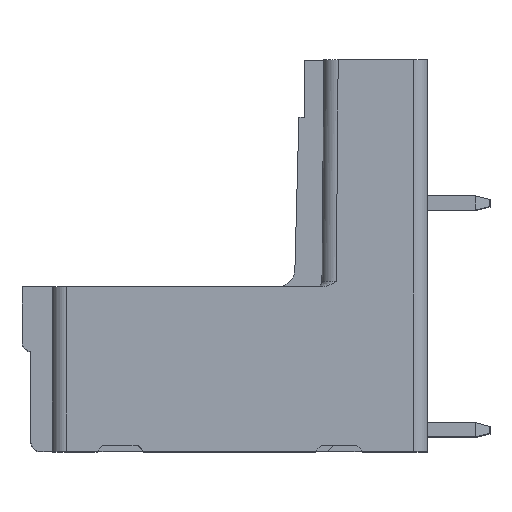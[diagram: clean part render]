
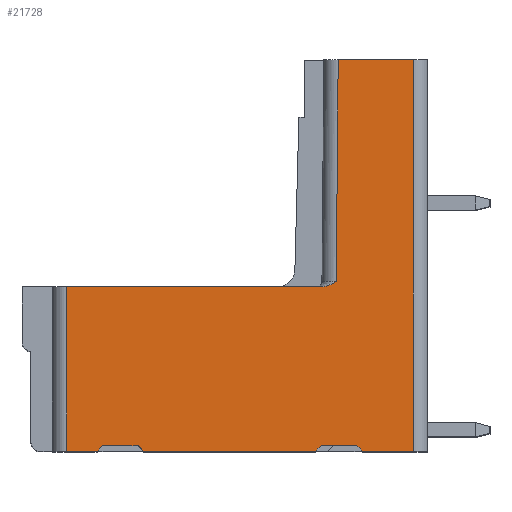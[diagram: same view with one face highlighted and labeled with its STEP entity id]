
A CAD part, top view. The second image highlights one B-rep face of the part: STEP entity #21728.
In plain terms, the highlighted planar face has unit normal (0, 0, 1).
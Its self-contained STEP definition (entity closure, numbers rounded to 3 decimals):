
#2372=DIRECTION('',(1.,0.,0.));
#2373=VECTOR('',#2372,1.7);
#2374=CARTESIAN_POINT('',(-20.194,0.,
-88.353));
#2375=LINE('',#2374,#2373);
#2396=DIRECTION('',(1.,0.,0.));
#2397=VECTOR('',#2396,9.65);
#2398=CARTESIAN_POINT('',(-15.894,0.,
-88.353));
#2399=LINE('',#2398,#2397);
#3164=DIRECTION('',(-1.,0.,0.));
#3165=VECTOR('',#3164,14.337);
#3166=CARTESIAN_POINT('',(-5.857,9.2,
-88.353));
#3167=LINE('',#3166,#3165);
#3485=CARTESIAN_POINT('',(-5.857,9.2,
-88.353));
#3486=CARTESIAN_POINT('',(-5.826,9.2,
-88.353));
#3487=CARTESIAN_POINT('',(-5.76,9.204,
-88.353));
#3488=CARTESIAN_POINT('',(-5.649,9.226,
-88.353));
#3489=CARTESIAN_POINT('',(-5.528,9.266,
-88.353));
#3490=CARTESIAN_POINT('',(-5.398,9.326,
-88.353));
#3491=CARTESIAN_POINT('',(-5.257,9.404,
-88.353));
#3492=CARTESIAN_POINT('',(-5.155,9.467,
-88.353));
#3493=CARTESIAN_POINT('',(-5.102,9.5,
-88.353));
#3495=DIRECTION('',(0.009,1.,0.));
#3496=VECTOR('',#3495,12.4);
#3497=CARTESIAN_POINT('',(-5.102,9.5,
-88.353));
#3498=LINE('',#3497,#3496);
#3499=DIRECTION('',(-1.,0.,0.));
#3500=VECTOR('',#3499,2.85);
#3501=CARTESIAN_POINT('',(-0.794,0.,
-88.353));
#3502=LINE('',#3501,#3500);
#3503=DIRECTION('',(-0.707,0.707,0.));
#3504=VECTOR('',#3503,0.424);
#3505=CARTESIAN_POINT('',(-3.644,0.,
-88.353));
#3506=LINE('',#3505,#3504);
#3507=DIRECTION('',(-1.,0.,0.));
#3508=VECTOR('',#3507,2.);
#3509=CARTESIAN_POINT('',(-3.944,0.3,
-88.353));
#3510=LINE('',#3509,#3508);
#3511=DIRECTION('',(-0.707,-0.707,0.));
#3512=VECTOR('',#3511,0.424);
#3513=CARTESIAN_POINT('',(-5.944,0.3,
-88.353));
#3514=LINE('',#3513,#3512);
#3515=DIRECTION('',(-0.707,0.707,0.));
#3516=VECTOR('',#3515,0.424);
#3517=CARTESIAN_POINT('',(-15.894,0.,
-88.353));
#3518=LINE('',#3517,#3516);
#3519=DIRECTION('',(-1.,0.,0.));
#3520=VECTOR('',#3519,2.);
#3521=CARTESIAN_POINT('',(-16.194,0.3,
-88.353));
#3522=LINE('',#3521,#3520);
#3523=DIRECTION('',(-0.707,-0.707,0.));
#3524=VECTOR('',#3523,0.424);
#3525=CARTESIAN_POINT('',(-18.194,0.3,
-88.353));
#3526=LINE('',#3525,#3524);
#3527=CARTESIAN_POINT('',(-5.857,9.2,
-88.353));
#3754=DIRECTION('',(-1.,0.,0.));
#3755=VECTOR('',#3754,4.2);
#3756=CARTESIAN_POINT('',(-0.794,21.9,-88.353));
#3757=LINE('',#3756,#3755);
#8968=DIRECTION('',(0.,1.,0.));
#8969=VECTOR('',#8968,21.9);
#8970=CARTESIAN_POINT('',(-0.794,0.,
-88.353));
#8971=LINE('',#8970,#8969);
#8993=DIRECTION('',(0.,-1.,0.));
#8994=VECTOR('',#8993,9.2);
#8995=CARTESIAN_POINT('',(-20.194,9.2,-88.353));
#8996=LINE('',#8995,#8994);
#13997=VERTEX_POINT('',#3527);
#13998=CARTESIAN_POINT('',(-20.194,9.2,-88.353));
#13999=VERTEX_POINT('',#13998);
#14050=CARTESIAN_POINT('',(-0.794,21.9,-88.353));
#14051=VERTEX_POINT('',#14050);
#14052=CARTESIAN_POINT('',(-4.994,21.9,-88.353));
#14053=VERTEX_POINT('',#14052);
#14419=CARTESIAN_POINT('',(-20.194,0.,
-88.353));
#14420=VERTEX_POINT('',#14419);
#14421=CARTESIAN_POINT('',(-18.494,0.,
-88.353));
#14422=VERTEX_POINT('',#14421);
#14435=CARTESIAN_POINT('',(-15.894,0.,
-88.353));
#14436=VERTEX_POINT('',#14435);
#14437=CARTESIAN_POINT('',(-6.244,0.,
-88.353));
#14438=VERTEX_POINT('',#14437);
#14443=CARTESIAN_POINT('',(-3.644,0.,
-88.353));
#14444=VERTEX_POINT('',#14443);
#14445=CARTESIAN_POINT('',(-0.794,0.,
-88.353));
#14446=VERTEX_POINT('',#14445);
#14539=VERTEX_POINT('',#3493);
#14540=CARTESIAN_POINT('',(-3.944,0.3,
-88.353));
#14541=VERTEX_POINT('',#14540);
#14542=CARTESIAN_POINT('',(-5.944,0.3,
-88.353));
#14543=VERTEX_POINT('',#14542);
#14544=CARTESIAN_POINT('',(-16.194,0.3,
-88.353));
#14545=VERTEX_POINT('',#14544);
#14546=CARTESIAN_POINT('',(-18.194,0.3,
-88.353));
#14547=VERTEX_POINT('',#14546);
#21698=CARTESIAN_POINT('',(-6.202,9.5,-88.353));
#21699=DIRECTION('',(0.,0.,1.));
#21700=DIRECTION('',(-1.,0.,0.));
#21701=AXIS2_PLACEMENT_3D('',#21698,#21699,#21700);
#21702=PLANE('',#21701);
#21703=ORIENTED_EDGE('',*,*,#21045,.F.);
#21705=ORIENTED_EDGE('',*,*,#21704,.T.);
#21707=ORIENTED_EDGE('',*,*,#21706,.T.);
#21709=ORIENTED_EDGE('',*,*,#21708,.F.);
#21711=ORIENTED_EDGE('',*,*,#21710,.F.);
#21712=ORIENTED_EDGE('',*,*,#20151,.T.);
#21714=ORIENTED_EDGE('',*,*,#21713,.T.);
#21716=ORIENTED_EDGE('',*,*,#21715,.T.);
#21718=ORIENTED_EDGE('',*,*,#21717,.T.);
#21719=ORIENTED_EDGE('',*,*,#20127,.F.);
#21720=ORIENTED_EDGE('',*,*,#21665,.T.);
#21721=ORIENTED_EDGE('',*,*,#21679,.T.);
#21722=ORIENTED_EDGE('',*,*,#21692,.T.);
#21723=ORIENTED_EDGE('',*,*,#20111,.F.);
#21725=ORIENTED_EDGE('',*,*,#21724,.F.);
#21726=EDGE_LOOP('',(#21703,#21705,#21707,#21709,#21711,#21712,#21714,#21716,
#21718,#21719,#21720,#21721,#21722,#21723,#21725));
#21727=FACE_OUTER_BOUND('',#21726,.F.);
#21728=ADVANCED_FACE('',(#21727),#21702,.T.);
#3494=B_SPLINE_CURVE_WITH_KNOTS('',3,(#3485,#3486,#3487,#3488,#3489,#3490,#3491,
#3492,#3493),.UNSPECIFIED.,.F.,.F.,(4,1,1,1,1,1,4),(0.,0.167,
0.333,0.5,0.667,0.833,1.),
.UNSPECIFIED.);
#20111=EDGE_CURVE('',#14420,#14422,#2375,.T.);
#20127=EDGE_CURVE('',#14436,#14438,#2399,.T.);
#20151=EDGE_CURVE('',#14446,#14444,#3502,.T.);
#21045=EDGE_CURVE('',#13997,#13999,#3167,.T.);
#21665=EDGE_CURVE('',#14436,#14545,#3518,.T.);
#21679=EDGE_CURVE('',#14545,#14547,#3522,.T.);
#21692=EDGE_CURVE('',#14547,#14422,#3526,.T.);
#21704=EDGE_CURVE('',#13997,#14539,#3494,.T.);
#21706=EDGE_CURVE('',#14539,#14053,#3498,.T.);
#21708=EDGE_CURVE('',#14051,#14053,#3757,.T.);
#21710=EDGE_CURVE('',#14446,#14051,#8971,.T.);
#21713=EDGE_CURVE('',#14444,#14541,#3506,.T.);
#21715=EDGE_CURVE('',#14541,#14543,#3510,.T.);
#21717=EDGE_CURVE('',#14543,#14438,#3514,.T.);
#21724=EDGE_CURVE('',#13999,#14420,#8996,.T.);
